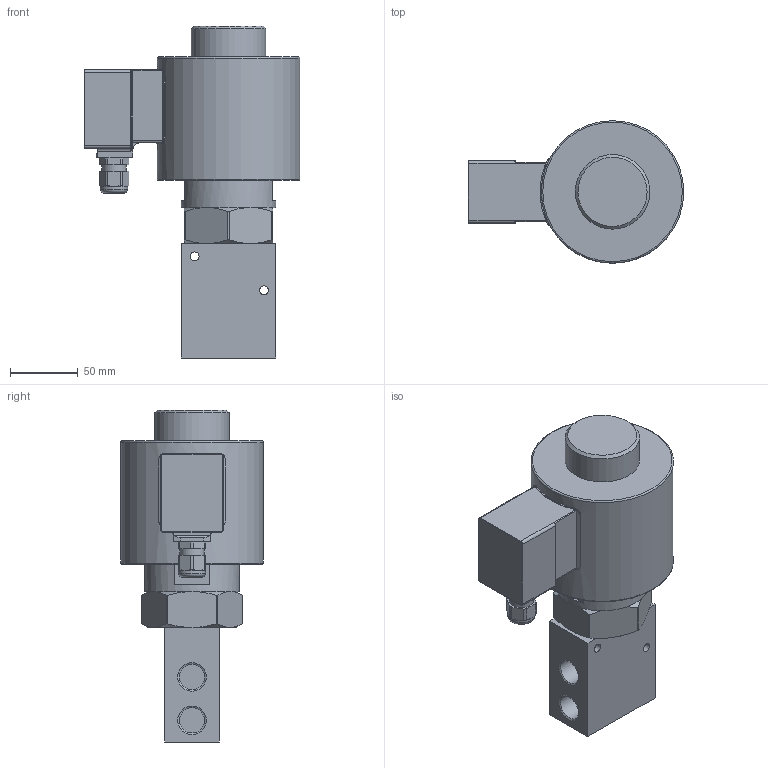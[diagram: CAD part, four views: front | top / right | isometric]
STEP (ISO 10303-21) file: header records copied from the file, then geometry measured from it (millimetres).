
FILE_DESCRIPTION(/* description */ ('3D-Modell'),/* implementation_level */ '2;1');
FILE_NAME(/* name */ '073.000695_A7323-1002-.272.stp',/* time_stamp */ '2020-12-10T12:05:30+01:00',/* author */ ('CBeuthner'),/* organization */ (''),/* preprocessor_version */ 'ST-DEVELOPER v16.1',/* originating_system */ 'Autodesk Inventor 2016',/* authorisation */ '');
FILE_SCHEMA (('CONFIG_CONTROL_DESIGN'));
Length unit declared in the file: millimetre
Products named in the file (1): 88-004951
Bounding box: 159.08 x 105.16 x 245 mm (x, y, z)
Volume: 1396369.2 mm3; surface area: 99343.5 mm2
Topology: 1 solids, 1 shells, 163 faces, 392 edges, 240 vertices
Faces by surface type: plane 68, cylinder 54, cone 26, torus 11, bspline 4
Full cylindrical faces by diameter (mm): 6.5 x2, 18 x1, 18.631 x3, 20 x1, 55 x1, 70 x1, 105.16 x1
Entity records: 4971 total; most frequent: CARTESIAN_POINT 1301, DIRECTION 773, ORIENTED_EDGE 740, EDGE_CURVE 370, AXIS2_PLACEMENT_3D 301, VERTEX_POINT 237, EDGE_LOOP 195, LINE 171
